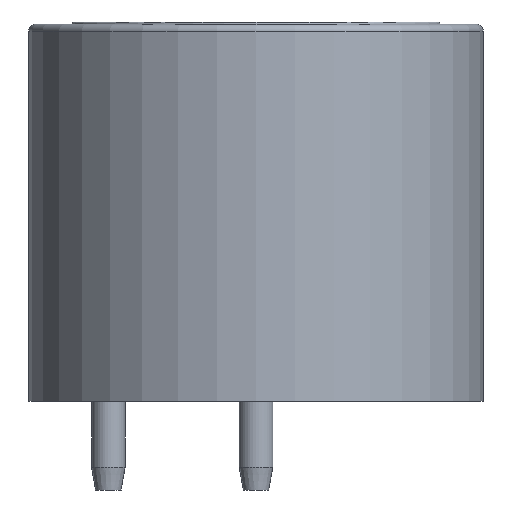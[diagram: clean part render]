
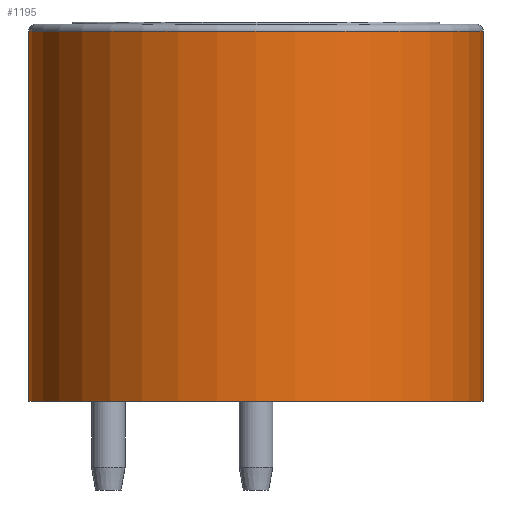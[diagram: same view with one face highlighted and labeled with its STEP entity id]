
A CAD part, front view. The second image highlights one B-rep face of the part: STEP entity #1195.
In plain terms, the highlighted cylindrical face has radius 10 mm (diameter 20 mm), a partial arc.
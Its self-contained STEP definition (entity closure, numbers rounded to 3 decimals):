
#3 = VECTOR ( 'NONE', #806, 1000. ) ;
#7 = LINE ( 'NONE', #816, #3 ) ;
#19 = LINE ( 'NONE', #786, #224 ) ;
#104 = ORIENTED_EDGE ( 'NONE', *, *, #942, .F. ) ;
#150 = CARTESIAN_POINT ( 'NONE',  ( -10., 0., 0. ) ) ;
#224 = VECTOR ( 'NONE', #866, 1000. ) ;
#226 = DIRECTION ( 'NONE',  ( 1., 0., 0. ) ) ;
#233 = CARTESIAN_POINT ( 'NONE',  ( 0., 0., 0. ) ) ;
#242 = VERTEX_POINT ( 'NONE', #150 ) ;
#260 = DIRECTION ( 'NONE',  ( 1., 0., 0. ) ) ;
#316 = EDGE_CURVE ( 'NONE', #242, #1021, #835, .T. ) ;
#333 = CYLINDRICAL_SURFACE ( 'NONE', #354, 10. ) ;
#354 = AXIS2_PLACEMENT_3D ( 'NONE', #1013, #839, #910 ) ;
#408 = CARTESIAN_POINT ( 'NONE',  ( -10., 0., 16.3 ) ) ;
#437 = EDGE_LOOP ( 'NONE', ( #104, #639, #791, #750 ) ) ;
#485 = EDGE_CURVE ( 'NONE', #1047, #1052, #501, .T. ) ;
#501 = CIRCLE ( 'NONE', #1093, 10. ) ;
#564 = EDGE_CURVE ( 'NONE', #1052, #242, #7, .T. ) ;
#625 = FACE_OUTER_BOUND ( 'NONE', #437, .T. ) ;
#639 = ORIENTED_EDGE ( 'NONE', *, *, #485, .T. ) ;
#750 = ORIENTED_EDGE ( 'NONE', *, *, #316, .T. ) ;
#786 = CARTESIAN_POINT ( 'NONE',  ( 10., 0., 16.6 ) ) ;
#791 = ORIENTED_EDGE ( 'NONE', *, *, #564, .T. ) ;
#797 = DIRECTION ( 'NONE',  ( 0., 0., 1. ) ) ;
#803 = CARTESIAN_POINT ( 'NONE',  ( 10., 0., 16.3 ) ) ;
#806 = DIRECTION ( 'NONE',  ( 0., 0., -1. ) ) ;
#816 = CARTESIAN_POINT ( 'NONE',  ( -10., 0., 16.6 ) ) ;
#835 = CIRCLE ( 'NONE', #1060, 10. ) ;
#839 = DIRECTION ( 'NONE',  ( 0., 0., -1. ) ) ;
#866 = DIRECTION ( 'NONE',  ( 0., 0., -1. ) ) ;
#910 = DIRECTION ( 'NONE',  ( -1., 0., 0. ) ) ;
#942 = EDGE_CURVE ( 'NONE', #1047, #1021, #19, .T. ) ;
#1013 = CARTESIAN_POINT ( 'NONE',  ( 0., 0., 16.6 ) ) ;
#1021 = VERTEX_POINT ( 'NONE', #1088 ) ;
#1036 = CARTESIAN_POINT ( 'NONE',  ( 0., 0., 16.3 ) ) ;
#1047 = VERTEX_POINT ( 'NONE', #803 ) ;
#1052 = VERTEX_POINT ( 'NONE', #408 ) ;
#1060 = AXIS2_PLACEMENT_3D ( 'NONE', #233, #797, #226 ) ;
#1088 = CARTESIAN_POINT ( 'NONE',  ( 10., 0., 0. ) ) ;
#1093 = AXIS2_PLACEMENT_3D ( 'NONE', #1036, #1126, #260 ) ;
#1126 = DIRECTION ( 'NONE',  ( 0., 0., -1. ) ) ;
#1195 = ADVANCED_FACE ( 'NONE', ( #625 ), #333, .T. ) ;
